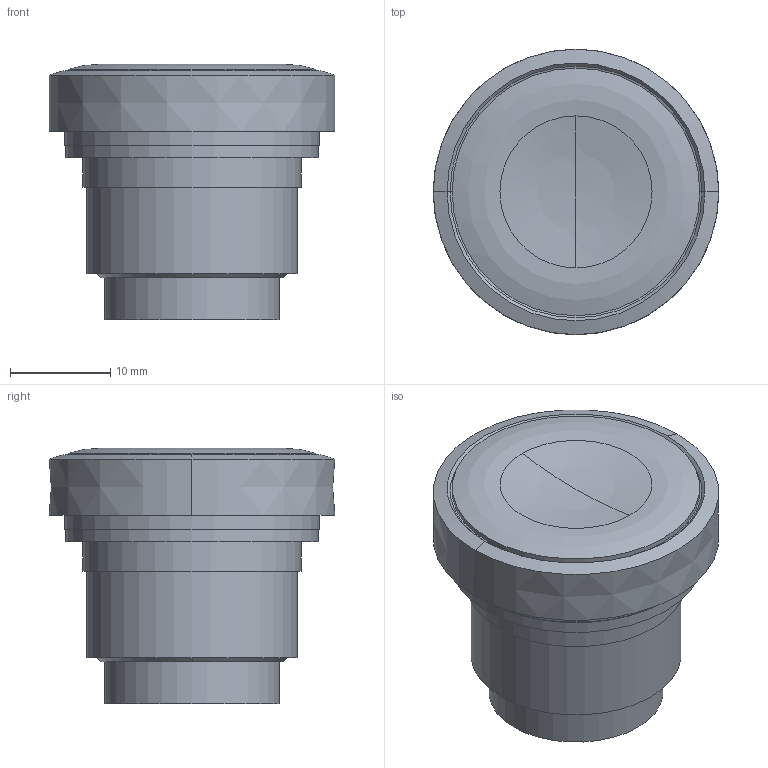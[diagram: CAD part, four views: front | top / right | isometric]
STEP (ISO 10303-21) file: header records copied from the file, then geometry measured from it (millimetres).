
FILE_DESCRIPTION(('FreeCAD Model'),'2;1');
FILE_NAME('XB4_Button_FrontPart.step','2020-06-22T21:08:45',('Author'),(''), 'Open CASCADE STEP processor 7.4','FreeCAD','Unknown');
FILE_SCHEMA(('AUTOMOTIVE_DESIGN { 1 0 10303 214 1 1 1 1 }'));
Length unit declared in the file: millimetre
Products named in the file (1): XB4_Button_FrontPart
Bounding box: 28.5 x 28.5 x 25.46 mm (x, y, z)
Volume: 10496.3 mm3; surface area: 3053.3 mm2
Topology: 1 solids, 1 shells, 26 faces, 61 edges, 41 vertices
Faces by surface type: cone 10, plane 7, cylinder 6, sphere 2, bspline 1
Full cylindrical faces by diameter (mm): 17.4 x1, 21 x1, 21.75 x1, 24.7 x1, 25.2 x1, 25.35 x1
Entity records: 807 total; most frequent: CARTESIAN_POINT 165, DIRECTION 146, ORIENTED_EDGE 118, AXIS2_PLACEMENT_3D 68, EDGE_CURVE 59, CIRCLE 42, VERTEX_POINT 41, FACE_BOUND 32
